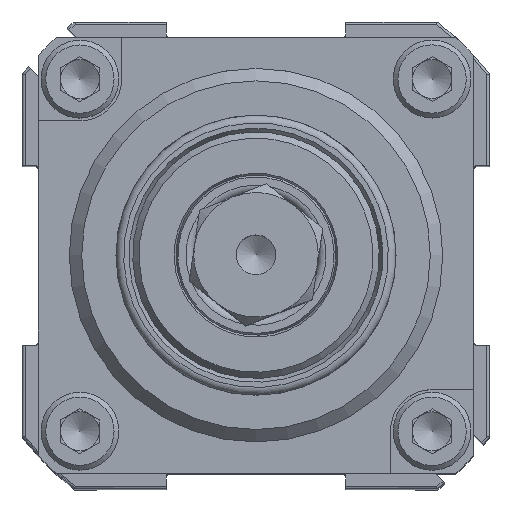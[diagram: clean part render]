
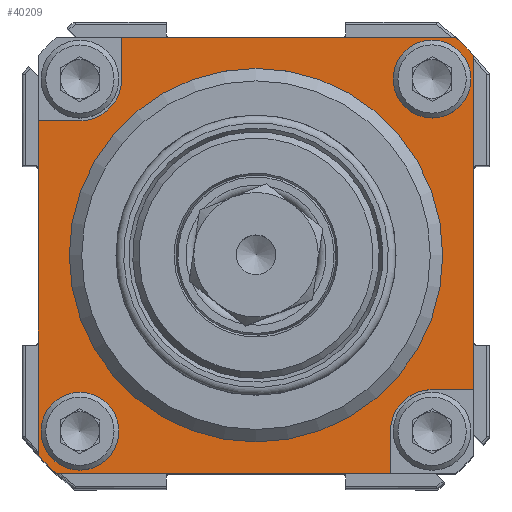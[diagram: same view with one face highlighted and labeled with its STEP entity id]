
A CAD part, top view. The second image highlights one B-rep face of the part: STEP entity #40209.
In plain terms, the highlighted planar face has unit normal (0, 0, 1).
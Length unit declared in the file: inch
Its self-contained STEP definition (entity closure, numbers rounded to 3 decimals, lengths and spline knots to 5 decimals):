
#326 = DIRECTION ( 'NONE',  ( 1., 0., 0. ) ) ;
#337 = CARTESIAN_POINT ( 'NONE',  ( 0.875, 0.53961, 0.25 ) ) ;
#393 = LINE ( 'NONE', #337, #16589 ) ;
#2431 = DIRECTION ( 'NONE',  ( 0., -1., 0. ) ) ;
#2484 = CARTESIAN_POINT ( 'NONE',  ( -0.875, 0.875, 0.25 ) ) ;
#2533 = DIRECTION ( 'NONE',  ( 1., 0., 0. ) ) ;
#2563 = LINE ( 'NONE', #2484, #42718 ) ;
#2580 = VERTEX_POINT ( 'NONE', #25644 ) ;
#5080 = CARTESIAN_POINT ( 'NONE',  ( -0.875, -0.875, 0.25 ) ) ;
#6231 = DIRECTION ( 'NONE',  ( -1., 0., 0. ) ) ;
#6241 = DIRECTION ( 'NONE',  ( 0., 0., -1. ) ) ;
#6306 = CARTESIAN_POINT ( 'NONE',  ( 0.70711, -0.70711, 0.25 ) ) ;
#6836 = CIRCLE ( 'NONE', #39826, 1.1875 ) ;
#6895 = AXIS2_PLACEMENT_3D ( 'NONE', #49754, #9586, #27663 ) ;
#7874 = VERTEX_POINT ( 'NONE', #15381 ) ;
#9562 = AXIS2_PLACEMENT_3D ( 'NONE', #34105, #16129, #51728 ) ;
#9586 = DIRECTION ( 'NONE',  ( 0., 0., -1. ) ) ;
#10357 = DIRECTION ( 'NONE',  ( 0., 1., 0. ) ) ;
#10559 = DIRECTION ( 'NONE',  ( 0., 0., 1. ) ) ;
#10885 = ORIENTED_EDGE ( 'NONE', *, *, #34498, .F. ) ;
#11752 = ORIENTED_EDGE ( 'NONE', *, *, #50568, .F. ) ;
#12241 = CARTESIAN_POINT ( 'NONE',  ( -0.53961, -0.70711, 0.25 ) ) ;
#12817 = EDGE_CURVE ( 'NONE', #34433, #39466, #2563, .T. ) ;
#13374 = CARTESIAN_POINT ( 'NONE',  ( 0.875, -0.80283, 0.25 ) ) ;
#13524 = CIRCLE ( 'NONE', #46289, 0.1675 ) ;
#13730 = VERTEX_POINT ( 'NONE', #31706 ) ;
#14802 = DIRECTION ( 'NONE',  ( -1., 0., 0. ) ) ;
#14853 = DIRECTION ( 'NONE',  ( 0., 0., -1. ) ) ;
#14864 = CARTESIAN_POINT ( 'NONE',  ( 0., 0., 0.25 ) ) ;
#15327 = CARTESIAN_POINT ( 'NONE',  ( 0.75, 0., 0.25 ) ) ;
#15381 = CARTESIAN_POINT ( 'NONE',  ( -0.70711, -0.53961, 0.25 ) ) ;
#16129 = DIRECTION ( 'NONE',  ( 0., 0., -1. ) ) ;
#16274 = LINE ( 'NONE', #34256, #29992 ) ;
#16589 = VECTOR ( 'NONE', #326, 39.37008 ) ;
#16943 = EDGE_CURVE ( 'NONE', #32065, #27646, #53077, .T. ) ;
#19472 = VERTEX_POINT ( 'NONE', #35570 ) ;
#19558 = CIRCLE ( 'NONE', #52223, 0.1675 ) ;
#19711 = EDGE_CURVE ( 'NONE', #32065, #51236, #35019, .T. ) ;
#20029 = EDGE_CURVE ( 'NONE', #55414, #55414, #30362, .T. ) ;
#20624 = DIRECTION ( 'NONE',  ( -1., 0., 0. ) ) ;
#20633 = CARTESIAN_POINT ( 'NONE',  ( -0.875, -0.53961, 0.25 ) ) ;
#20689 = LINE ( 'NONE', #20633, #54971 ) ;
#21408 = VERTEX_POINT ( 'NONE', #12241 ) ;
#21653 = CARTESIAN_POINT ( 'NONE',  ( -0.875, 0.80283, 0.25 ) ) ;
#22591 = ORIENTED_EDGE ( 'NONE', *, *, #49079, .T. ) ;
#22678 = CIRCLE ( 'NONE', #55254, 0.1005 ) ;
#23262 = DIRECTION ( 'NONE',  ( 1., 0., 0. ) ) ;
#24253 = EDGE_CURVE ( 'NONE', #33905, #33905, #22678, .T. ) ;
#25187 = CARTESIAN_POINT ( 'NONE',  ( 0.70711, 0.70711, 0.25 ) ) ;
#25377 = ORIENTED_EDGE ( 'NONE', *, *, #31340, .F. ) ;
#25644 = CARTESIAN_POINT ( 'NONE',  ( -0.53961, -0.875, 0.25 ) ) ;
#27646 = VERTEX_POINT ( 'NONE', #44582 ) ;
#27663 = DIRECTION ( 'NONE',  ( -1., 0., 0. ) ) ;
#27762 = DIRECTION ( 'NONE',  ( 0., -1., 0. ) ) ;
#27799 = CARTESIAN_POINT ( 'NONE',  ( 0.53961, 0.70711, 0.25 ) ) ;
#27826 = LINE ( 'NONE', #27799, #40891 ) ;
#28591 = EDGE_CURVE ( 'NONE', #53871, #56452, #27826, .T. ) ;
#28607 = CARTESIAN_POINT ( 'NONE',  ( 0., 0., 0.25 ) ) ;
#29360 = ORIENTED_EDGE ( 'NONE', *, *, #19711, .F. ) ;
#29452 = DIRECTION ( 'NONE',  ( 1., 0., 0. ) ) ;
#29462 = DIRECTION ( 'NONE',  ( 0., 0., 1. ) ) ;
#29519 = CARTESIAN_POINT ( 'NONE',  ( 0., 0., 0.25 ) ) ;
#29531 = PLANE ( 'NONE',  #55466 ) ;
#29581 = FACE_BOUND ( 'NONE', #52140, .T. ) ;
#29591 = FACE_BOUND ( 'NONE', #45444, .T. ) ;
#29602 = FACE_BOUND ( 'NONE', #43981, .T. ) ;
#29649 = FACE_OUTER_BOUND ( 'NONE', #54336, .T. ) ;
#29674 = DIRECTION ( 'NONE',  ( -1., 0., 0. ) ) ;
#29731 = DIRECTION ( 'NONE',  ( 0., 0., 1. ) ) ;
#29754 = CARTESIAN_POINT ( 'NONE',  ( -0.70711, -0.70711, 0.25 ) ) ;
#29812 = CARTESIAN_POINT ( 'NONE',  ( -0.80283, 0.875, 0.25 ) ) ;
#29979 = EDGE_CURVE ( 'NONE', #19472, #27646, #393, .T. ) ;
#29992 = VECTOR ( 'NONE', #51929, 39.37008 ) ;
#30362 = CIRCLE ( 'NONE', #37846, 0.75 ) ;
#31326 = VERTEX_POINT ( 'NONE', #29812 ) ;
#31340 = EDGE_CURVE ( 'NONE', #21408, #7874, #19558, .T. ) ;
#31706 = CARTESIAN_POINT ( 'NONE',  ( -0.80761, 0.70711, 0.25 ) ) ;
#32065 = VERTEX_POINT ( 'NONE', #13374 ) ;
#32376 = CIRCLE ( 'NONE', #6895, 0.1005 ) ;
#32773 = LINE ( 'NONE', #50494, #42295 ) ;
#33905 = VERTEX_POINT ( 'NONE', #51585 ) ;
#34105 = CARTESIAN_POINT ( 'NONE',  ( 0., 0., 0.25 ) ) ;
#34256 = CARTESIAN_POINT ( 'NONE',  ( -0.875, 0.875, 0.25 ) ) ;
#34433 = VERTEX_POINT ( 'NONE', #21653 ) ;
#34498 = EDGE_CURVE ( 'NONE', #7874, #39466, #20689, .T. ) ;
#34681 = VECTOR ( 'NONE', #53059, 39.37008 ) ;
#35019 = CIRCLE ( 'NONE', #9562, 1.1875 ) ;
#35570 = CARTESIAN_POINT ( 'NONE',  ( 0.70711, 0.53961, 0.25 ) ) ;
#37846 = AXIS2_PLACEMENT_3D ( 'NONE', #28607, #10559, #46294 ) ;
#39442 = ORIENTED_EDGE ( 'NONE', *, *, #40877, .F. ) ;
#39466 = VERTEX_POINT ( 'NONE', #46343 ) ;
#39553 = CARTESIAN_POINT ( 'NONE',  ( 0.53961, 0.70711, 0.25 ) ) ;
#39826 = AXIS2_PLACEMENT_3D ( 'NONE', #14864, #14853, #14802 ) ;
#39881 = VECTOR ( 'NONE', #23262, 39.37008 ) ;
#40209 = ADVANCED_FACE ( 'NONE', ( #29649, #29602, #29591, #29581 ), #29531, .T. ) ;
#40877 = EDGE_CURVE ( 'NONE', #34433, #31326, #6836, .T. ) ;
#40891 = VECTOR ( 'NONE', #27762, 39.37008 ) ;
#42295 = VECTOR ( 'NONE', #10357, 39.37008 ) ;
#42718 = VECTOR ( 'NONE', #2431, 39.37008 ) ;
#42955 = DIRECTION ( 'NONE',  ( 0., 0., 1. ) ) ;
#43685 = CARTESIAN_POINT ( 'NONE',  ( 0.80283, -0.875, 0.25 ) ) ;
#43981 = EDGE_LOOP ( 'NONE', ( #48538 ) ) ;
#44582 = CARTESIAN_POINT ( 'NONE',  ( 0.875, 0.53961, 0.25 ) ) ;
#45399 = LINE ( 'NONE', #5080, #39881 ) ;
#45444 = EDGE_LOOP ( 'NONE', ( #48748 ) ) ;
#46289 = AXIS2_PLACEMENT_3D ( 'NONE', #25187, #42955, #2533 ) ;
#46294 = DIRECTION ( 'NONE',  ( 1., 0., 0. ) ) ;
#46343 = CARTESIAN_POINT ( 'NONE',  ( -0.875, -0.53961, 0.25 ) ) ;
#46881 = ORIENTED_EDGE ( 'NONE', *, *, #52788, .T. ) ;
#46917 = CARTESIAN_POINT ( 'NONE',  ( 0.53961, 0.875, 0.25 ) ) ;
#47182 = ORIENTED_EDGE ( 'NONE', *, *, #16943, .T. ) ;
#47473 = ORIENTED_EDGE ( 'NONE', *, *, #29979, .F. ) ;
#47653 = EDGE_CURVE ( 'NONE', #56452, #19472, #13524, .T. ) ;
#47814 = ORIENTED_EDGE ( 'NONE', *, *, #47653, .F. ) ;
#47945 = ORIENTED_EDGE ( 'NONE', *, *, #28591, .F. ) ;
#48044 = ORIENTED_EDGE ( 'NONE', *, *, #12817, .T. ) ;
#48538 = ORIENTED_EDGE ( 'NONE', *, *, #20029, .F. ) ;
#48748 = ORIENTED_EDGE ( 'NONE', *, *, #52764, .T. ) ;
#48884 = ORIENTED_EDGE ( 'NONE', *, *, #24253, .T. ) ;
#49079 = EDGE_CURVE ( 'NONE', #53871, #31326, #16274, .T. ) ;
#49754 = CARTESIAN_POINT ( 'NONE',  ( -0.70711, 0.70711, 0.25 ) ) ;
#50494 = CARTESIAN_POINT ( 'NONE',  ( -0.53961, -0.70711, 0.25 ) ) ;
#50568 = EDGE_CURVE ( 'NONE', #2580, #21408, #32773, .T. ) ;
#51236 = VERTEX_POINT ( 'NONE', #43685 ) ;
#51585 = CARTESIAN_POINT ( 'NONE',  ( 0.60661, -0.70711, 0.25 ) ) ;
#51728 = DIRECTION ( 'NONE',  ( -1., 0., 0. ) ) ;
#51929 = DIRECTION ( 'NONE',  ( -1., 0., 0. ) ) ;
#52140 = EDGE_LOOP ( 'NONE', ( #48884 ) ) ;
#52223 = AXIS2_PLACEMENT_3D ( 'NONE', #29754, #29731, #29674 ) ;
#52764 = EDGE_CURVE ( 'NONE', #13730, #13730, #32376, .T. ) ;
#52788 = EDGE_CURVE ( 'NONE', #2580, #51236, #45399, .T. ) ;
#53059 = DIRECTION ( 'NONE',  ( 0., 1., 0. ) ) ;
#53066 = CARTESIAN_POINT ( 'NONE',  ( 0.875, 0.875, 0.25 ) ) ;
#53077 = LINE ( 'NONE', #53066, #34681 ) ;
#53871 = VERTEX_POINT ( 'NONE', #46917 ) ;
#54336 = EDGE_LOOP ( 'NONE', ( #10885, #25377, #11752, #46881, #29360, #47182, #47473, #47814, #47945, #22591, #39442, #48044 ) ) ;
#54971 = VECTOR ( 'NONE', #20624, 39.37008 ) ;
#55254 = AXIS2_PLACEMENT_3D ( 'NONE', #6306, #6241, #6231 ) ;
#55414 = VERTEX_POINT ( 'NONE', #15327 ) ;
#55466 = AXIS2_PLACEMENT_3D ( 'NONE', #29519, #29462, #29452 ) ;
#56452 = VERTEX_POINT ( 'NONE', #39553 ) ;
